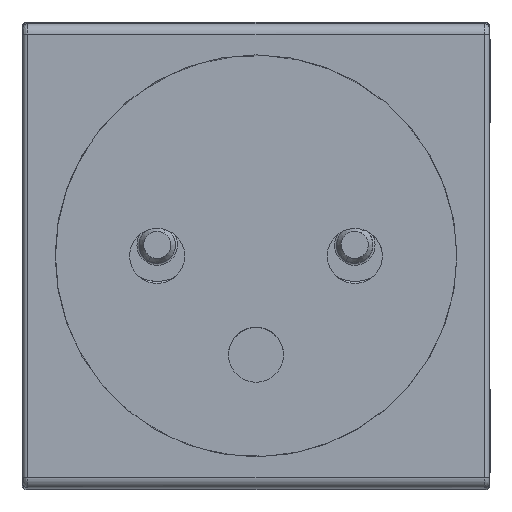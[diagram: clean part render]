
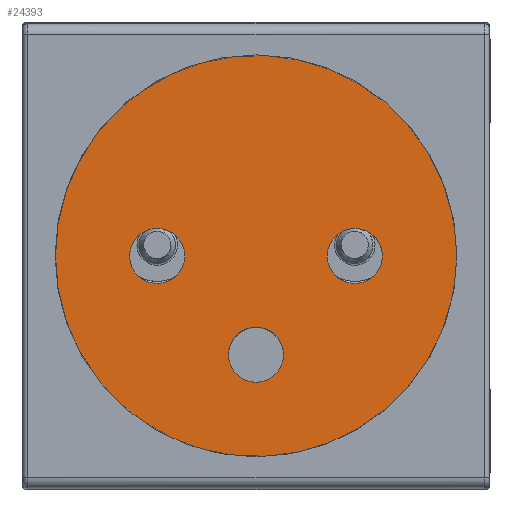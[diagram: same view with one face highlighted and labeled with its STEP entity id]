
A CAD part, top view. The second image highlights one B-rep face of the part: STEP entity #24393.
In plain terms, the highlighted planar face has unit normal (0, 0, 1).
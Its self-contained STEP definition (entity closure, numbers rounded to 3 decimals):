
#24237=AXIS2_PLACEMENT_3D('Circle Axis2P3D',#24235,#24236,$) ;
#24291=AXIS2_PLACEMENT_3D('Plane Axis2P3D',#24288,#24289,#24290) ;
#24359=AXIS2_PLACEMENT_3D('Circle Axis2P3D',#24357,#24358,$) ;
#24368=AXIS2_PLACEMENT_3D('Circle Axis2P3D',#24366,#24367,$) ;
#24377=AXIS2_PLACEMENT_3D('Circle Axis2P3D',#24375,#24376,$) ;
#24386=AXIS2_PLACEMENT_3D('Circle Axis2P3D',#24384,#24385,$) ;
#24232=CARTESIAN_POINT('Vertex',(11.126,20.626,32.437)) ;
#24235=CARTESIAN_POINT('Axis2P3D Location',(13.,22.5,32.437)) ;
#24239=CARTESIAN_POINT('Vertex',(14.874,24.374,32.437)) ;
#24271=CARTESIAN_POINT('Control Point',(11.126,20.626,32.437)) ;
#24272=CARTESIAN_POINT('Control Point',(10.537,21.215,32.437)) ;
#24273=CARTESIAN_POINT('Control Point',(10.18,22.035,32.437)) ;
#24274=CARTESIAN_POINT('Control Point',(10.18,22.965,32.437)) ;
#24275=CARTESIAN_POINT('Control Point',(10.895,24.605,32.437)) ;
#24276=CARTESIAN_POINT('Control Point',(12.535,25.32,32.437)) ;
#24277=CARTESIAN_POINT('Control Point',(13.465,25.32,32.437)) ;
#24278=CARTESIAN_POINT('Control Point',(14.285,24.963,32.437)) ;
#24279=CARTESIAN_POINT('Control Point',(14.874,24.374,32.437)) ;
#24288=CARTESIAN_POINT('Axis2P3D Location',(22.5,22.5,32.437)) ;
#24294=CARTESIAN_POINT('Control Point',(3.216,22.5,32.437)) ;
#24295=CARTESIAN_POINT('Control Point',(3.216,20.564,32.437)) ;
#24296=CARTESIAN_POINT('Control Point',(3.459,18.628,32.437)) ;
#24297=CARTESIAN_POINT('Control Point',(3.945,16.732,32.437)) ;
#24298=CARTESIAN_POINT('Control Point',(5.382,13.104,32.437)) ;
#24299=CARTESIAN_POINT('Control Point',(7.672,9.943,32.437)) ;
#24300=CARTESIAN_POINT('Control Point',(9.01,8.515,32.437)) ;
#24301=CARTESIAN_POINT('Control Point',(12.016,6.026,32.437)) ;
#24302=CARTESIAN_POINT('Control Point',(15.544,4.357,32.437)) ;
#24303=CARTESIAN_POINT('Control Point',(17.404,3.749,32.437)) ;
#24304=CARTESIAN_POINT('Control Point',(21.237,3.014,32.437)) ;
#24305=CARTESIAN_POINT('Control Point',(25.132,3.248,32.437)) ;
#24306=CARTESIAN_POINT('Control Point',(27.055,3.611,32.437)) ;
#24307=CARTESIAN_POINT('Control Point',(30.769,4.81,32.437)) ;
#24308=CARTESIAN_POINT('Control Point',(34.071,6.89,32.437)) ;
#24309=CARTESIAN_POINT('Control Point',(35.583,8.133,32.437)) ;
#24310=CARTESIAN_POINT('Control Point',(38.261,10.972,32.437)) ;
#24311=CARTESIAN_POINT('Control Point',(40.155,14.384,32.437)) ;
#24312=CARTESIAN_POINT('Control Point',(40.882,16.201,32.437)) ;
#24313=CARTESIAN_POINT('Control Point',(41.499,18.577,32.437)) ;
#24314=CARTESIAN_POINT('Control Point',(41.736,21.002,32.437)) ;
#24315=CARTESIAN_POINT('Control Point',(41.768,21.502,32.437)) ;
#24316=CARTESIAN_POINT('Control Point',(41.784,22.001,32.437)) ;
#24317=CARTESIAN_POINT('Control Point',(41.784,22.5,32.437)) ;
#24318=CARTESIAN_POINT('Vertex',(3.216,22.5,32.437)) ;
#24320=CARTESIAN_POINT('Vertex',(41.784,22.5,32.437)) ;
#24324=CARTESIAN_POINT('Control Point',(3.216,22.5,32.437)) ;
#24325=CARTESIAN_POINT('Control Point',(3.216,24.436,32.437)) ;
#24326=CARTESIAN_POINT('Control Point',(3.459,26.372,32.437)) ;
#24327=CARTESIAN_POINT('Control Point',(3.945,28.268,32.437)) ;
#24328=CARTESIAN_POINT('Control Point',(5.383,31.896,32.437)) ;
#24329=CARTESIAN_POINT('Control Point',(7.672,35.057,32.437)) ;
#24330=CARTESIAN_POINT('Control Point',(9.01,36.484,32.437)) ;
#24331=CARTESIAN_POINT('Control Point',(12.015,38.974,32.437)) ;
#24332=CARTESIAN_POINT('Control Point',(15.543,40.643,32.437)) ;
#24333=CARTESIAN_POINT('Control Point',(17.404,41.25,32.437)) ;
#24334=CARTESIAN_POINT('Control Point',(21.236,41.986,32.437)) ;
#24335=CARTESIAN_POINT('Control Point',(25.132,41.752,32.437)) ;
#24336=CARTESIAN_POINT('Control Point',(27.055,41.389,32.437)) ;
#24337=CARTESIAN_POINT('Control Point',(30.768,40.19,32.437)) ;
#24338=CARTESIAN_POINT('Control Point',(34.07,38.11,32.437)) ;
#24339=CARTESIAN_POINT('Control Point',(35.582,36.867,32.437)) ;
#24340=CARTESIAN_POINT('Control Point',(38.261,34.029,32.437)) ;
#24341=CARTESIAN_POINT('Control Point',(40.154,30.616,32.437)) ;
#24342=CARTESIAN_POINT('Control Point',(40.881,28.799,32.437)) ;
#24343=CARTESIAN_POINT('Control Point',(41.499,26.424,32.437)) ;
#24344=CARTESIAN_POINT('Control Point',(41.735,23.999,32.437)) ;
#24345=CARTESIAN_POINT('Control Point',(41.768,23.499,32.437)) ;
#24346=CARTESIAN_POINT('Control Point',(41.784,22.999,32.437)) ;
#24347=CARTESIAN_POINT('Control Point',(41.784,22.5,32.437)) ;
#24357=CARTESIAN_POINT('Axis2P3D Location',(32.,22.5,32.437)) ;
#24361=CARTESIAN_POINT('Vertex',(33.874,20.626,32.437)) ;
#24363=CARTESIAN_POINT('Vertex',(30.126,24.374,32.437)) ;
#24366=CARTESIAN_POINT('Axis2P3D Location',(32.,22.5,32.437)) ;
#24375=CARTESIAN_POINT('Axis2P3D Location',(22.5,13.,32.437)) ;
#24379=CARTESIAN_POINT('Vertex',(19.85,13.,32.437)) ;
#24381=CARTESIAN_POINT('Vertex',(25.15,13.,32.437)) ;
#24384=CARTESIAN_POINT('Axis2P3D Location',(22.5,13.,32.437)) ;
#24236=DIRECTION('Axis2P3D Direction',(0.,0.,-1.)) ;
#24289=DIRECTION('Axis2P3D Direction',(0.,0.,-1.)) ;
#24290=DIRECTION('Axis2P3D XDirection',(1.,0.,0.)) ;
#24358=DIRECTION('Axis2P3D Direction',(0.,0.,-1.)) ;
#24367=DIRECTION('Axis2P3D Direction',(0.,0.,-1.)) ;
#24376=DIRECTION('Axis2P3D Direction',(0.,0.,-1.)) ;
#24385=DIRECTION('Axis2P3D Direction',(0.,0.,-1.)) ;
#24350=ORIENTED_EDGE('',*,*,#24322,.T.) ;
#24351=ORIENTED_EDGE('',*,*,#24348,.T.) ;
#24354=ORIENTED_EDGE('',*,*,#24280,.T.) ;
#24355=ORIENTED_EDGE('',*,*,#24241,.T.) ;
#24372=ORIENTED_EDGE('',*,*,#24365,.F.) ;
#24373=ORIENTED_EDGE('',*,*,#24370,.F.) ;
#24390=ORIENTED_EDGE('',*,*,#24383,.T.) ;
#24391=ORIENTED_EDGE('',*,*,#24388,.T.) ;
#24356=FACE_BOUND('',#24353,.T.) ;
#24374=FACE_BOUND('',#24371,.T.) ;
#24392=FACE_BOUND('',#24389,.T.) ;
#24393=ADVANCED_FACE('2531060000.1\\0043956.1\\Hauptk\X2\00F6\X0\rper',(#24352,#24356,#24374,#24392),#24292,.F.) ;
#24270=B_SPLINE_CURVE_WITH_KNOTS('',5,(#24271,#24272,#24273,#24274,#24275,#24276,#24277,#24278,#24279),.UNSPECIFIED.,.F.,.U.,(6,3,6),(-4.163,0.,4.163),.UNSPECIFIED.) ;
#24293=B_SPLINE_CURVE_WITH_KNOTS('',5,(#24294,#24295,#24296,#24297,#24298,#24299,#24300,#24301,#24302,#24303,#24304,#24305,#24306,#24307,#24308,#24309,#24310,#24311,#24312,#24313,#24314,#24315,#24316,#24317),.UNSPECIFIED.,.F.,.U.,(6,3,3,3,3,3,3,6),(0.,13.691,27.381,41.072,54.763,68.454,82.144,85.675),.UNSPECIFIED.) ;
#24323=B_SPLINE_CURVE_WITH_KNOTS('',5,(#24324,#24325,#24326,#24327,#24328,#24329,#24330,#24331,#24332,#24333,#24334,#24335,#24336,#24337,#24338,#24339,#24340,#24341,#24342,#24343,#24344,#24345,#24346,#24347),.UNSPECIFIED.,.F.,.U.,(6,3,3,3,3,3,3,6),(0.,13.794,27.587,41.381,55.173,68.967,82.76,86.319),.UNSPECIFIED.) ;
#24238=CIRCLE('generated circle',#24237,2.65) ;
#24360=CIRCLE('generated circle',#24359,2.65) ;
#24369=CIRCLE('generated circle',#24368,2.65) ;
#24378=CIRCLE('generated circle',#24377,2.65) ;
#24387=CIRCLE('generated circle',#24386,2.65) ;
#24241=EDGE_CURVE('',#24240,#24233,#24238,.T.) ;
#24280=EDGE_CURVE('',#24233,#24240,#24270,.T.) ;
#24322=EDGE_CURVE('',#24319,#24321,#24293,.T.) ;
#24348=EDGE_CURVE('',#24321,#24319,#24323,.F.) ;
#24365=EDGE_CURVE('',#24362,#24364,#24360,.F.) ;
#24370=EDGE_CURVE('',#24364,#24362,#24369,.F.) ;
#24383=EDGE_CURVE('',#24380,#24382,#24378,.T.) ;
#24388=EDGE_CURVE('',#24382,#24380,#24387,.T.) ;
#24349=EDGE_LOOP('',(#24350,#24351)) ;
#24353=EDGE_LOOP('',(#24354,#24355)) ;
#24371=EDGE_LOOP('',(#24372,#24373)) ;
#24389=EDGE_LOOP('',(#24390,#24391)) ;
#24352=FACE_OUTER_BOUND('',#24349,.T.) ;
#24292=PLANE('',#24291) ;
#24233=VERTEX_POINT('',#24232) ;
#24240=VERTEX_POINT('',#24239) ;
#24319=VERTEX_POINT('',#24318) ;
#24321=VERTEX_POINT('',#24320) ;
#24362=VERTEX_POINT('',#24361) ;
#24364=VERTEX_POINT('',#24363) ;
#24380=VERTEX_POINT('',#24379) ;
#24382=VERTEX_POINT('',#24381) ;
